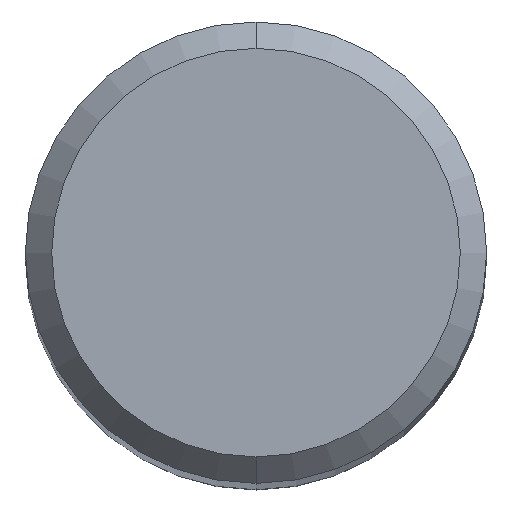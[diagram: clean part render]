
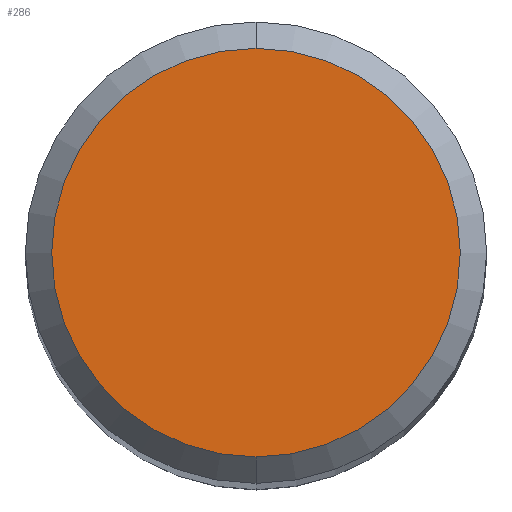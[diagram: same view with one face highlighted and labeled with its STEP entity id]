
A CAD part, top view. The second image highlights one B-rep face of the part: STEP entity #286.
In plain terms, the highlighted planar face has unit normal (0, 0, 1).
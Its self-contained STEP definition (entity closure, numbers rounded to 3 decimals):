
#238=VERTEX_POINT('',#550);
#286=ADVANCED_FACE('',(#605),#606,.T.);
#322=VERTEX_POINT('',#643);
#436=EDGE_CURVE('',#322,#238,#766,.T.);
#440=EDGE_CURVE('',#238,#322,#770,.T.);
#550=CARTESIAN_POINT('',(0.,-3.1,0.0));
#605=FACE_OUTER_BOUND('',#1058,.T.);
#606=PLANE('',#1059);
#643=CARTESIAN_POINT('',(0.0,3.1,0.0));
#766=CIRCLE('',#1390,3.1);
#770=CIRCLE('',#1396,3.1);
#1058=EDGE_LOOP('',(#1607,#1608));
#1059=AXIS2_PLACEMENT_3D('',#1609,#1610,#1611);
#1390=AXIS2_PLACEMENT_3D('',#1747,#1748,#1749);
#1396=AXIS2_PLACEMENT_3D('',#1753,#1754,#1755);
#1607=ORIENTED_EDGE('',*,*,#436,.F.);
#1608=ORIENTED_EDGE('',*,*,#440,.F.);
#1609=CARTESIAN_POINT('',(0.0,1.55,0.0));
#1610=DIRECTION('',(-0.0,0.0,1.0));
#1611=DIRECTION('',(0.0,-1.0,0.0));
#1747=CARTESIAN_POINT('',(0.0,0.0,0.0));
#1748=DIRECTION('',(0.0,0.0,-1.0));
#1749=DIRECTION('',(0.0,1.0,0.0));
#1753=CARTESIAN_POINT('',(0.0,0.0,0.0));
#1754=DIRECTION('',(0.0,0.0,-1.0));
#1755=DIRECTION('',(0.0,1.0,0.0));
